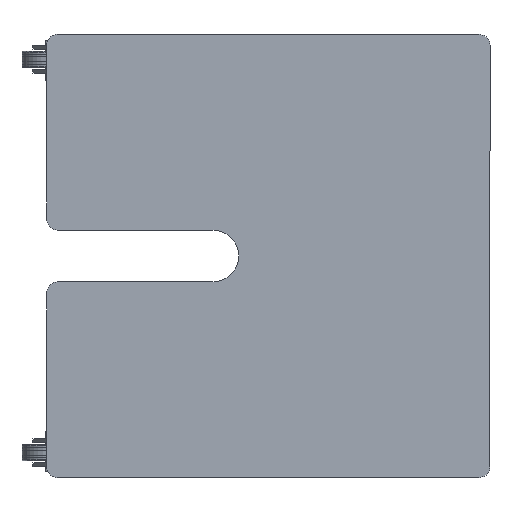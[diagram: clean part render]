
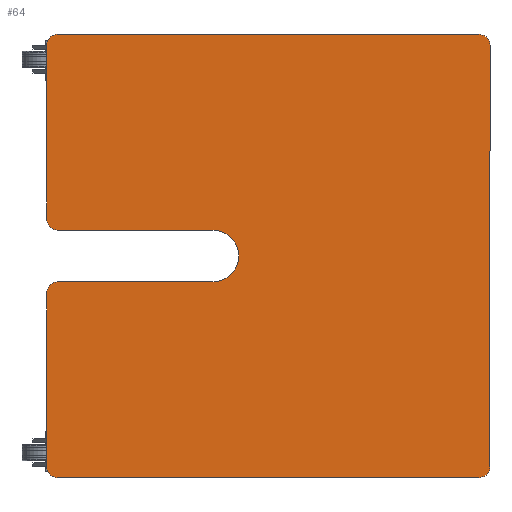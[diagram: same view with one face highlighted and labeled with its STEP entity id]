
A CAD part, front view. The second image highlights one B-rep face of the part: STEP entity #64.
In plain terms, the highlighted planar face has unit normal (0, -1, 0).
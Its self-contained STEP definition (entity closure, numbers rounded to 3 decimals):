
#6 = EDGE_CURVE ( 'NONE', #8170, #13697, #15109, .T. ) ;
#64 = ADVANCED_FACE ( 'NONE', ( #14920 ), #15826, .T. ) ;
#101 = ORIENTED_EDGE ( 'NONE', *, *, #14482, .F. ) ;
#353 = CARTESIAN_POINT ( 'NONE',  ( -285., -2.5, -285. ) ) ;
#486 = AXIS2_PLACEMENT_3D ( 'NONE', #11949, #10809, #8262 ) ;
#492 = CARTESIAN_POINT ( 'NONE',  ( -75., -2.5, -35. ) ) ;
#724 = VERTEX_POINT ( 'NONE', #5614 ) ;
#762 = DIRECTION ( 'NONE',  ( 0., 0., 1. ) ) ;
#802 = CARTESIAN_POINT ( 'NONE',  ( -285., -2.5, 35. ) ) ;
#1070 = ORIENTED_EDGE ( 'NONE', *, *, #7432, .F. ) ;
#1159 = CIRCLE ( 'NONE', #14252, 15. ) ;
#1198 = CARTESIAN_POINT ( 'NONE',  ( -75., -2.5, 35. ) ) ;
#1533 = DIRECTION ( 'NONE',  ( 0., 0., 1. ) ) ;
#1796 = CARTESIAN_POINT ( 'NONE',  ( -285., -2.5, 285. ) ) ;
#1953 = DIRECTION ( 'NONE',  ( 0., 1., 0. ) ) ;
#2067 = DIRECTION ( 'NONE',  ( -1., 0., 0. ) ) ;
#2129 = ORIENTED_EDGE ( 'NONE', *, *, #12828, .F. ) ;
#2180 = AXIS2_PLACEMENT_3D ( 'NONE', #15268, #4029, #2837 ) ;
#2219 = ORIENTED_EDGE ( 'NONE', *, *, #9835, .F. ) ;
#2400 = LINE ( 'NONE', #7799, #12454 ) ;
#2760 = VERTEX_POINT ( 'NONE', #15513 ) ;
#2837 = DIRECTION ( 'NONE',  ( 0., 0., -1. ) ) ;
#3009 = LINE ( 'NONE', #8217, #10160 ) ;
#3397 = DIRECTION ( 'NONE',  ( 0., 0., -1. ) ) ;
#3799 = AXIS2_PLACEMENT_3D ( 'NONE', #11730, #6789, #5695 ) ;
#3905 = VERTEX_POINT ( 'NONE', #15682 ) ;
#3965 = DIRECTION ( 'NONE',  ( 0., 0., -1. ) ) ;
#4029 = DIRECTION ( 'NONE',  ( 0., 1., 0. ) ) ;
#4090 = ORIENTED_EDGE ( 'NONE', *, *, #15383, .F. ) ;
#4355 = VECTOR ( 'NONE', #11694, 1000. ) ;
#4435 = CIRCLE ( 'NONE', #2180, 15. ) ;
#4509 = CARTESIAN_POINT ( 'NONE',  ( 285., -2.5, 300. ) ) ;
#4580 = DIRECTION ( 'NONE',  ( 0., 0., -1. ) ) ;
#4592 = ORIENTED_EDGE ( 'NONE', *, *, #9515, .F. ) ;
#4751 = VECTOR ( 'NONE', #762, 1000. ) ;
#4775 = VERTEX_POINT ( 'NONE', #14702 ) ;
#4952 = EDGE_CURVE ( 'NONE', #5715, #5324, #13040, .T. ) ;
#5074 = DIRECTION ( 'NONE',  ( 0., 0., 1. ) ) ;
#5242 = AXIS2_PLACEMENT_3D ( 'NONE', #353, #14993, #3965 ) ;
#5324 = VERTEX_POINT ( 'NONE', #4509 ) ;
#5504 = EDGE_CURVE ( 'NONE', #13697, #3905, #2400, .T. ) ;
#5614 = CARTESIAN_POINT ( 'NONE',  ( 300., -2.5, -285. ) ) ;
#5695 = DIRECTION ( 'NONE',  ( 0., 0., 1. ) ) ;
#5715 = VERTEX_POINT ( 'NONE', #9207 ) ;
#5805 = ORIENTED_EDGE ( 'NONE', *, *, #7855, .F. ) ;
#6455 = VECTOR ( 'NONE', #7726, 1000. ) ;
#6517 = ORIENTED_EDGE ( 'NONE', *, *, #5504, .F. ) ;
#6594 = LINE ( 'NONE', #10749, #7365 ) ;
#6659 = ORIENTED_EDGE ( 'NONE', *, *, #9095, .F. ) ;
#6789 = DIRECTION ( 'NONE',  ( 0., -1., 0. ) ) ;
#6895 = AXIS2_PLACEMENT_3D ( 'NONE', #8470, #9809, #3397 ) ;
#7289 = EDGE_LOOP ( 'NONE', ( #1070, #2129, #5805, #9824, #4090, #6517, #8900, #15800, #6659, #8108, #101, #2219, #4592, #9981 ) ) ;
#7365 = VECTOR ( 'NONE', #4580, 1000. ) ;
#7432 = EDGE_CURVE ( 'NONE', #724, #11158, #14704, .T. ) ;
#7606 = EDGE_CURVE ( 'NONE', #11158, #15981, #10253, .T. ) ;
#7726 = DIRECTION ( 'NONE',  ( 1., 0., 0. ) ) ;
#7754 = VERTEX_POINT ( 'NONE', #1198 ) ;
#7799 = CARTESIAN_POINT ( 'NONE',  ( -300., -2.5, 285. ) ) ;
#7838 = LINE ( 'NONE', #492, #4355 ) ;
#7855 = EDGE_CURVE ( 'NONE', #5324, #4775, #1159, .T. ) ;
#7956 = CARTESIAN_POINT ( 'NONE',  ( -300., -2.5, 50. ) ) ;
#8108 = ORIENTED_EDGE ( 'NONE', *, *, #10338, .F. ) ;
#8170 = VERTEX_POINT ( 'NONE', #802 ) ;
#8217 = CARTESIAN_POINT ( 'NONE',  ( -75., -2.5, 35. ) ) ;
#8262 = DIRECTION ( 'NONE',  ( 0., 0., 1. ) ) ;
#8470 = CARTESIAN_POINT ( 'NONE',  ( 285., -2.5, -285. ) ) ;
#8739 = CARTESIAN_POINT ( 'NONE',  ( -300., -2.5, -285. ) ) ;
#8862 = CARTESIAN_POINT ( 'NONE',  ( -285., -2.5, -35. ) ) ;
#8900 = ORIENTED_EDGE ( 'NONE', *, *, #6, .F. ) ;
#9095 = EDGE_CURVE ( 'NONE', #15799, #7754, #10409, .T. ) ;
#9207 = CARTESIAN_POINT ( 'NONE',  ( -285., -2.5, 300. ) ) ;
#9515 = EDGE_CURVE ( 'NONE', #15981, #15630, #10978, .T. ) ;
#9809 = DIRECTION ( 'NONE',  ( 0., -1., 0. ) ) ;
#9824 = ORIENTED_EDGE ( 'NONE', *, *, #4952, .F. ) ;
#9835 = EDGE_CURVE ( 'NONE', #15630, #2760, #11355, .T. ) ;
#9981 = ORIENTED_EDGE ( 'NONE', *, *, #7606, .F. ) ;
#9995 = DIRECTION ( 'NONE',  ( 0., 1., 0. ) ) ;
#10124 = VERTEX_POINT ( 'NONE', #8862 ) ;
#10160 = VECTOR ( 'NONE', #14516, 1000. ) ;
#10253 = LINE ( 'NONE', #15636, #13335 ) ;
#10338 = EDGE_CURVE ( 'NONE', #10124, #15799, #7838, .T. ) ;
#10352 = CARTESIAN_POINT ( 'NONE',  ( 285., -2.5, -285. ) ) ;
#10377 = EDGE_CURVE ( 'NONE', #7754, #8170, #3009, .T. ) ;
#10409 = CIRCLE ( 'NONE', #3799, 35. ) ;
#10749 = CARTESIAN_POINT ( 'NONE',  ( 300., -2.5, 285. ) ) ;
#10809 = DIRECTION ( 'NONE',  ( 0., 1., 0. ) ) ;
#10978 = CIRCLE ( 'NONE', #5242, 15. ) ;
#11158 = VERTEX_POINT ( 'NONE', #11341 ) ;
#11210 = CARTESIAN_POINT ( 'NONE',  ( 285., -2.5, 285. ) ) ;
#11341 = CARTESIAN_POINT ( 'NONE',  ( 285., -2.5, -300. ) ) ;
#11355 = LINE ( 'NONE', #15579, #4751 ) ;
#11573 = AXIS2_PLACEMENT_3D ( 'NONE', #10352, #11609, #11820 ) ;
#11609 = DIRECTION ( 'NONE',  ( 0., 1., 0. ) ) ;
#11694 = DIRECTION ( 'NONE',  ( 1., 0., 0. ) ) ;
#11730 = CARTESIAN_POINT ( 'NONE',  ( -75., -2.5, 0. ) ) ;
#11820 = DIRECTION ( 'NONE',  ( 0., 0., -1. ) ) ;
#11949 = CARTESIAN_POINT ( 'NONE',  ( -285., -2.5, 50. ) ) ;
#12120 = DIRECTION ( 'NONE',  ( 0., 0., -1. ) ) ;
#12454 = VECTOR ( 'NONE', #1533, 1000. ) ;
#12828 = EDGE_CURVE ( 'NONE', #4775, #724, #6594, .T. ) ;
#13040 = LINE ( 'NONE', #15138, #6455 ) ;
#13335 = VECTOR ( 'NONE', #2067, 1000. ) ;
#13697 = VERTEX_POINT ( 'NONE', #7956 ) ;
#14252 = AXIS2_PLACEMENT_3D ( 'NONE', #11210, #9995, #5074 ) ;
#14312 = CARTESIAN_POINT ( 'NONE',  ( -75., -2.5, -35. ) ) ;
#14482 = EDGE_CURVE ( 'NONE', #2760, #10124, #4435, .T. ) ;
#14516 = DIRECTION ( 'NONE',  ( -1., 0., 0. ) ) ;
#14702 = CARTESIAN_POINT ( 'NONE',  ( 300., -2.5, 285. ) ) ;
#14704 = CIRCLE ( 'NONE', #11573, 15. ) ;
#14920 = FACE_OUTER_BOUND ( 'NONE', #7289, .T. ) ;
#14993 = DIRECTION ( 'NONE',  ( 0., 1., 0. ) ) ;
#15109 = CIRCLE ( 'NONE', #486, 15. ) ;
#15138 = CARTESIAN_POINT ( 'NONE',  ( -285., -2.5, 300. ) ) ;
#15268 = CARTESIAN_POINT ( 'NONE',  ( -285., -2.5, -50. ) ) ;
#15383 = EDGE_CURVE ( 'NONE', #3905, #5715, #15624, .T. ) ;
#15453 = AXIS2_PLACEMENT_3D ( 'NONE', #1796, #1953, #12120 ) ;
#15513 = CARTESIAN_POINT ( 'NONE',  ( -300., -2.5, -50. ) ) ;
#15579 = CARTESIAN_POINT ( 'NONE',  ( -300., -2.5, -50. ) ) ;
#15624 = CIRCLE ( 'NONE', #15453, 15. ) ;
#15630 = VERTEX_POINT ( 'NONE', #8739 ) ;
#15636 = CARTESIAN_POINT ( 'NONE',  ( -285., -2.5, -300. ) ) ;
#15682 = CARTESIAN_POINT ( 'NONE',  ( -300., -2.5, 285. ) ) ;
#15799 = VERTEX_POINT ( 'NONE', #14312 ) ;
#15800 = ORIENTED_EDGE ( 'NONE', *, *, #10377, .F. ) ;
#15826 = PLANE ( 'NONE',  #6895 ) ;
#15876 = CARTESIAN_POINT ( 'NONE',  ( -285., -2.5, -300. ) ) ;
#15981 = VERTEX_POINT ( 'NONE', #15876 ) ;
